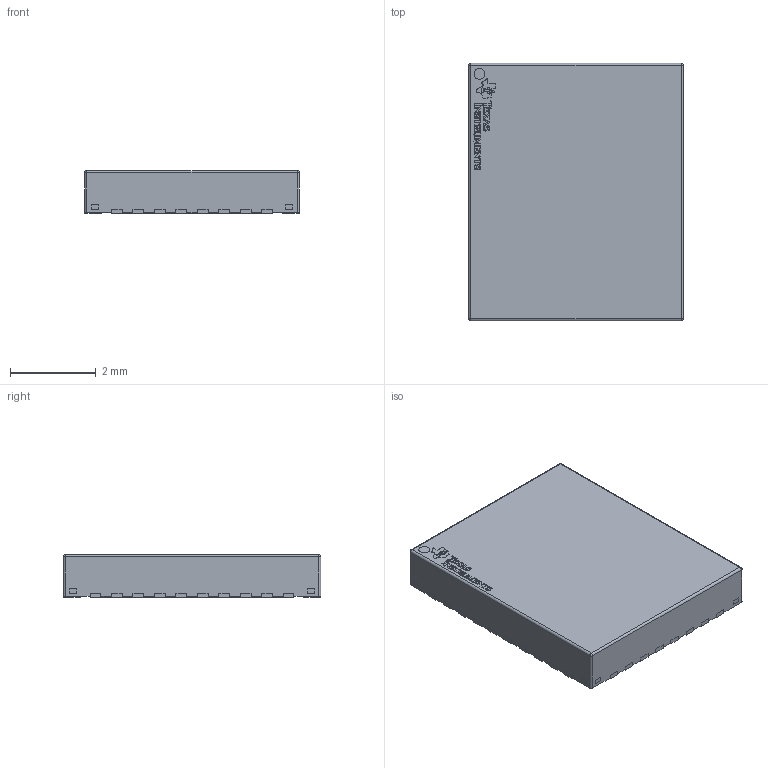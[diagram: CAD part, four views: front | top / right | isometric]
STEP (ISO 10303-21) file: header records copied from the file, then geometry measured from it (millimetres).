
FILE_DESCRIPTION(/* description */ (''),/* implementation_level */ '2;1');
FILE_NAME(/* name */ 'RRV0036A.stp',/* time_stamp */ '2021-04-01T16:59:44+03:00',/* author */ ('thall'),/* organization */ (''),/* preprocessor_version */ 'ST-DEVELOPER v18.1',/* originating_system */ 'Autodesk Inventor 2021',/* authorisation */ '');
FILE_SCHEMA (('AUTOMOTIVE_DESIGN { 1 0 10303 214 3 1 1 }'));
Length unit declared in the file: millimetre
Products named in the file (5): RRV0036A; Package; Pins; Pin1; Logo
Assembly tree (4 placements, depth 2):
  RRV0036A
    Package
    Pins
    Pin1
    Logo
Bounding box: 5 x 6 x 1 mm (x, y, z)
Volume: 29.7 mm3; surface area: 132.3 mm2
Topology: 61 solids, 61 shells, 870 faces, 2231 edges, 1484 vertices
Faces by surface type: plane 619, bspline 166, cylinder 81, sphere 4
Full cylindrical faces by diameter (mm): 0.25 x1
Entity records: 28473 total; most frequent: CARTESIAN_POINT 8062, ORIENTED_EDGE 4462, DIRECTION 3505, EDGE_CURVE 2231, LINE 1735, VECTOR 1735, VERTEX_POINT 1484, AXIS2_PLACEMENT_3D 885
